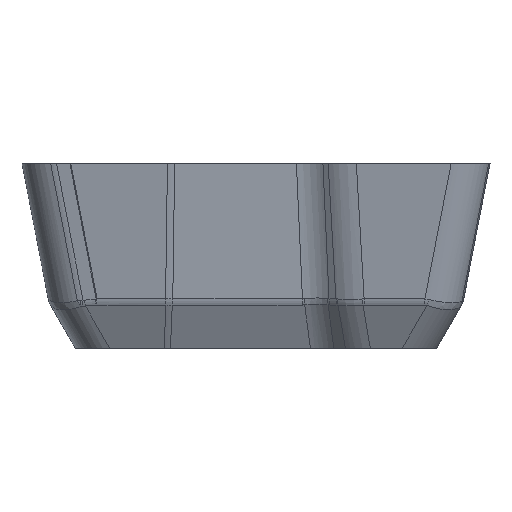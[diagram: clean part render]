
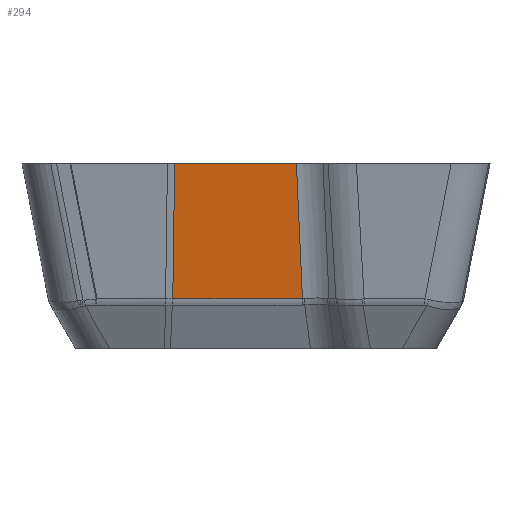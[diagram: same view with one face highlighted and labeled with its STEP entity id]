
A CAD part, front view. The second image highlights one B-rep face of the part: STEP entity #294.
In plain terms, the highlighted planar face has unit normal (0.137, -0.972, -0.191).
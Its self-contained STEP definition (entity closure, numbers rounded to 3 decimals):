
#294=ADVANCED_FACE('',(#494),#445,.T.);
#445=PLANE('',#3072);
#494=FACE_OUTER_BOUND('',#656,.T.);
#656=EDGE_LOOP('',(#924,#925,#926,#927));
#924=ORIENTED_EDGE('',*,*,#1941,.T.);
#925=ORIENTED_EDGE('',*,*,#1902,.T.);
#926=ORIENTED_EDGE('',*,*,#1942,.T.);
#927=ORIENTED_EDGE('',*,*,#1943,.T.);
#1655=VERTEX_POINT('',#4486);
#1656=VERTEX_POINT('',#4488);
#1686=VERTEX_POINT('',#4559);
#1687=VERTEX_POINT('',#4561);
#1902=EDGE_CURVE('',#1656,#1655,#2686,.T.);
#1941=EDGE_CURVE('',#1686,#1656,#2705,.T.);
#1942=EDGE_CURVE('',#1655,#1687,#2706,.T.);
#1943=EDGE_CURVE('',#1687,#1686,#2707,.T.);
#2686=LINE('',#4487,#2858);
#2705=LINE('',#4558,#2877);
#2706=LINE('',#4560,#2878);
#2707=LINE('',#4562,#2879);
#2858=VECTOR('',#3514,1.);
#2877=VECTOR('',#3577,1.);
#2878=VECTOR('',#3578,1.);
#2879=VECTOR('',#3579,1.);
#3072=AXIS2_PLACEMENT_3D('',#4563,#3580,#3581);
#3514=DIRECTION('',(-0.99,-0.139,0.));
#3577=DIRECTION('',(-0.044,-0.198,0.979));
#3578=DIRECTION('',(-0.013,0.191,-0.982));
#3579=DIRECTION('',(0.99,0.139,0.));
#3580=DIRECTION('',(0.137,-0.972,-0.191));
#3581=DIRECTION('',(0.,0.193,-0.981));
#4486=CARTESIAN_POINT('',(-1.234,-3.542,0.));
#4487=CARTESIAN_POINT('',(0.464,-3.304,0.));
#4488=CARTESIAN_POINT('',(0.612,-3.283,0.));
#4558=CARTESIAN_POINT('',(0.613,-3.28,-0.015));
#4559=CARTESIAN_POINT('',(0.705,-2.867,-2.051));
#4560=CARTESIAN_POINT('',(-1.234,-3.542,0.001));
#4561=CARTESIAN_POINT('',(-1.262,-3.144,-2.051));
#4562=CARTESIAN_POINT('',(0.708,-2.867,-2.051));
#4563=CARTESIAN_POINT('',(-1.289,-3.55,0.));
